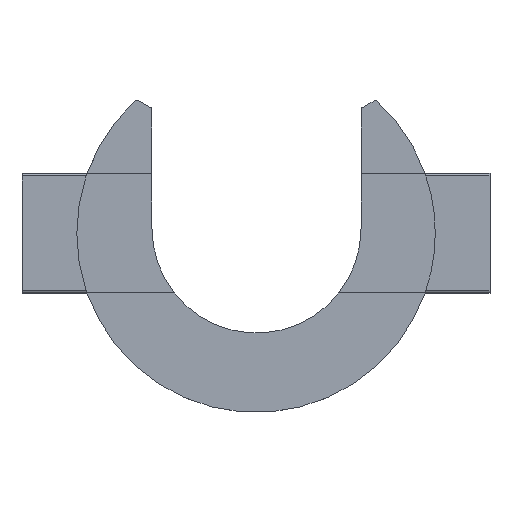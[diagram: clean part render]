
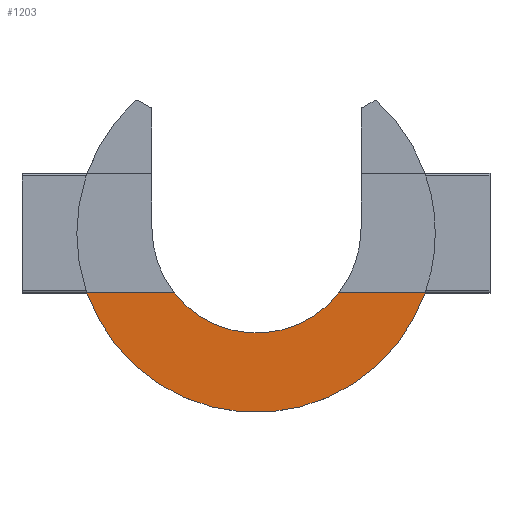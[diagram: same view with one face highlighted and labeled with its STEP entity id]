
A CAD part, top view. The second image highlights one B-rep face of the part: STEP entity #1203.
In plain terms, the highlighted planar face has unit normal (0, 0, 1).
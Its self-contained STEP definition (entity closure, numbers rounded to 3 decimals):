
#675 = VERTEX_POINT('',#676);
#676 = CARTESIAN_POINT('',(-61.056,136.09,79.98));
#683 = EDGE_CURVE('',#684,#675,#686,.T.);
#684 = VERTEX_POINT('',#685);
#685 = CARTESIAN_POINT('',(5.056,136.09,79.98));
#686 = CIRCLE('',#687,42.);
#687 = AXIS2_PLACEMENT_3D('',#688,#689,#690);
#688 = CARTESIAN_POINT('',(-28.,162.,79.98));
#689 = DIRECTION('',(0.,0.,-1.));
#690 = DIRECTION('',(1.,0.,0.));
#885 = VERTEX_POINT('',#886);
#886 = CARTESIAN_POINT('',(-96.092,136.09,79.98));
#893 = EDGE_CURVE('',#885,#894,#896,.T.);
#894 = VERTEX_POINT('',#895);
#895 = CARTESIAN_POINT('',(39.672,136.09,79.98));
#896 = CIRCLE('',#897,72.);
#897 = AXIS2_PLACEMENT_3D('',#898,#899,#900);
#898 = CARTESIAN_POINT('',(-28.21,160.09,79.98));
#899 = DIRECTION('',(0.,0.,1.));
#900 = DIRECTION('',(1.,0.,0.));
#1191 = EDGE_CURVE('',#684,#894,#1192,.T.);
#1192 = LINE('',#1193,#1194);
#1193 = CARTESIAN_POINT('',(-122.21,136.09,79.98));
#1194 = VECTOR('',#1195,1.);
#1195 = DIRECTION('',(1.,0.,0.));
#1203 = ADVANCED_FACE('',(#1204),#1215,.T.);
#1204 = FACE_BOUND('',#1205,.T.);
#1205 = EDGE_LOOP('',(#1206,#1212,#1213,#1214));
#1206 = ORIENTED_EDGE('',*,*,#1207,.F.);
#1207 = EDGE_CURVE('',#885,#675,#1208,.T.);
#1208 = LINE('',#1209,#1210);
#1209 = CARTESIAN_POINT('',(-122.21,136.09,79.98));
#1210 = VECTOR('',#1211,1.);
#1211 = DIRECTION('',(1.,0.,0.));
#1212 = ORIENTED_EDGE('',*,*,#893,.T.);
#1213 = ORIENTED_EDGE('',*,*,#1191,.F.);
#1214 = ORIENTED_EDGE('',*,*,#683,.T.);
#1215 = PLANE('',#1216);
#1216 = AXIS2_PLACEMENT_3D('',#1217,#1218,#1219);
#1217 = CARTESIAN_POINT('',(-28.21,160.09,79.98));
#1218 = DIRECTION('',(0.,0.,1.));
#1219 = DIRECTION('',(1.,0.,0.));
